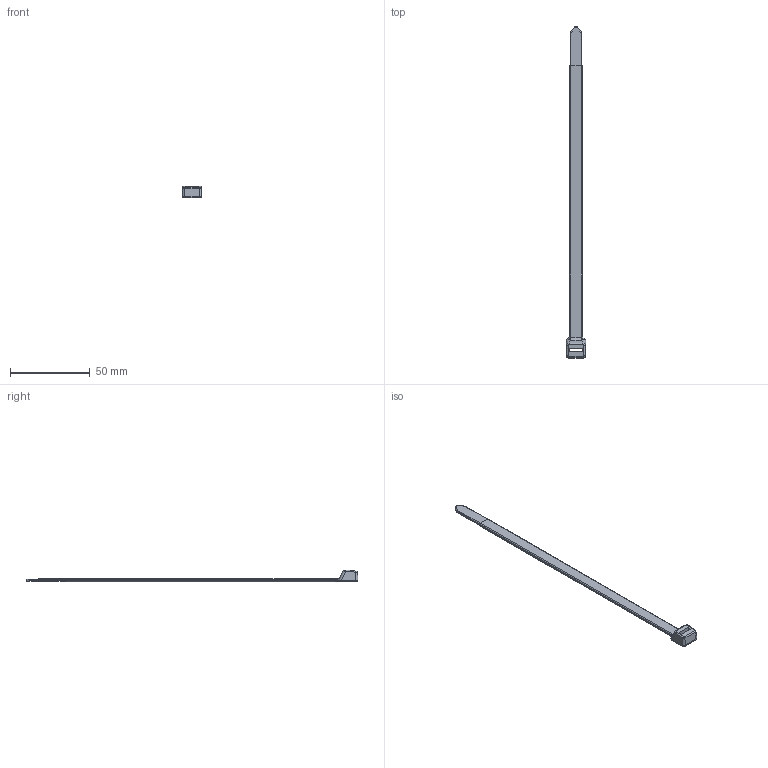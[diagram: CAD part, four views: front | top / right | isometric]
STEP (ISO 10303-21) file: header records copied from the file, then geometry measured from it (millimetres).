
FILE_DESCRIPTION (( 'STEP AP203' ), '1' );
FILE_NAME ('PANDUIT_PLT4H.STEP', '2015-09-10T15:46:35', ( 'IT' ), ( 'Panduit Corp.' ), 'SwSTEP 2.0', 'SolidWorks 2014', '' );
FILE_SCHEMA (( 'CONFIG_CONTROL_DESIGN' ));
Length unit declared in the file: inch
Products named in the file (1): PANDUIT_PLT4H
Bounding box: 12.45 x 208.23 x 7.5 mm (x, y, z)
Volume: 3467.3 mm3; surface area: 4156.9 mm2
Topology: 1 solids, 1 shells, 114 faces, 274 edges, 163 vertices
Faces by surface type: plane 42, cylinder 42, bspline 24, cone 6
Entity records: 4044 total; most frequent: CARTESIAN_POINT 1576, ORIENTED_EDGE 548, DIRECTION 421, EDGE_CURVE 274, VERTEX_POINT 163, LINE 141, VECTOR 141, AXIS2_PLACEMENT_3D 140
